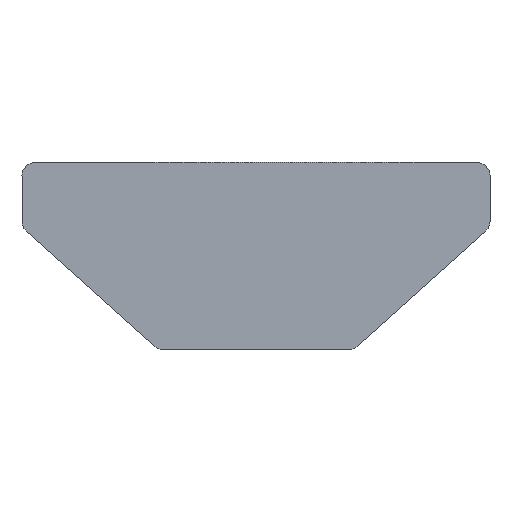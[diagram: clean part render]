
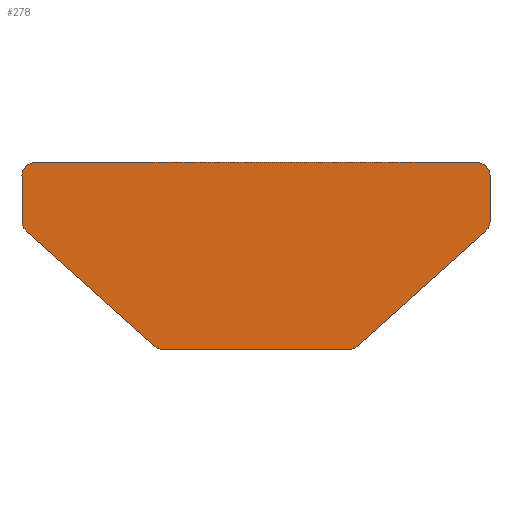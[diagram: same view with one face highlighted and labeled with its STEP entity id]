
A CAD part, front view. The second image highlights one B-rep face of the part: STEP entity #278.
In plain terms, the highlighted planar face has unit normal (0, -1, 0).
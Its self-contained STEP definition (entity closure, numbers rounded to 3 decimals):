
#23=PLANE('',#306);
#37=FACE_OUTER_BOUND('',#51,.T.);
#51=EDGE_LOOP('',(#221,#222,#223,#224,#225,#226,#227,#228,#229,#230,#231,
#232));
#55=LINE('',#398,#79);
#59=LINE('',#410,#83);
#63=LINE('',#422,#87);
#67=LINE('',#434,#91);
#71=LINE('',#446,#95);
#75=LINE('',#457,#99);
#79=VECTOR('',#320,6.632);
#83=VECTOR('',#332,1.777);
#87=VECTOR('',#344,17.);
#91=VECTOR('',#356,1.777);
#95=VECTOR('',#368,6.632);
#99=VECTOR('',#380,7.118);
#101=CIRCLE('',#283,0.5);
#103=CIRCLE('',#287,0.5);
#105=CIRCLE('',#291,0.5);
#107=CIRCLE('',#295,0.5);
#109=CIRCLE('',#299,0.5);
#111=CIRCLE('',#303,0.5);
#113=VERTEX_POINT('',#388);
#114=VERTEX_POINT('',#389);
#117=VERTEX_POINT('',#397);
#119=VERTEX_POINT('',#403);
#121=VERTEX_POINT('',#409);
#123=VERTEX_POINT('',#415);
#125=VERTEX_POINT('',#421);
#127=VERTEX_POINT('',#427);
#129=VERTEX_POINT('',#433);
#131=VERTEX_POINT('',#439);
#133=VERTEX_POINT('',#445);
#135=VERTEX_POINT('',#451);
#137=EDGE_CURVE('',#113,#114,#101,.T.);
#141=EDGE_CURVE('',#114,#117,#55,.T.);
#144=EDGE_CURVE('',#117,#119,#103,.T.);
#147=EDGE_CURVE('',#119,#121,#59,.T.);
#150=EDGE_CURVE('',#121,#123,#105,.T.);
#153=EDGE_CURVE('',#123,#125,#63,.T.);
#156=EDGE_CURVE('',#125,#127,#107,.T.);
#159=EDGE_CURVE('',#127,#129,#67,.T.);
#162=EDGE_CURVE('',#129,#131,#109,.T.);
#165=EDGE_CURVE('',#131,#133,#71,.T.);
#168=EDGE_CURVE('',#133,#135,#111,.T.);
#171=EDGE_CURVE('',#135,#113,#75,.T.);
#221=ORIENTED_EDGE('',*,*,#137,.F.);
#222=ORIENTED_EDGE('',*,*,#171,.F.);
#223=ORIENTED_EDGE('',*,*,#168,.F.);
#224=ORIENTED_EDGE('',*,*,#165,.F.);
#225=ORIENTED_EDGE('',*,*,#162,.F.);
#226=ORIENTED_EDGE('',*,*,#159,.F.);
#227=ORIENTED_EDGE('',*,*,#156,.F.);
#228=ORIENTED_EDGE('',*,*,#153,.F.);
#229=ORIENTED_EDGE('',*,*,#150,.F.);
#230=ORIENTED_EDGE('',*,*,#147,.F.);
#231=ORIENTED_EDGE('',*,*,#144,.F.);
#232=ORIENTED_EDGE('',*,*,#141,.F.);
#278=ADVANCED_FACE('',(#37),#23,.T.);
#283=AXIS2_PLACEMENT_3D('',#390,#312,#313);
#287=AXIS2_PLACEMENT_3D('',#404,#325,#326);
#291=AXIS2_PLACEMENT_3D('',#416,#337,#338);
#295=AXIS2_PLACEMENT_3D('',#428,#349,#350);
#299=AXIS2_PLACEMENT_3D('',#440,#361,#362);
#303=AXIS2_PLACEMENT_3D('',#452,#373,#374);
#306=AXIS2_PLACEMENT_3D('',#459,#382,#383);
#312=DIRECTION('center_axis',(0.,1.,0.));
#313=DIRECTION('ref_axis',(-0.667,0.,-0.745));
#320=DIRECTION('',(-0.745,0.,0.667));
#325=DIRECTION('center_axis',(0.,1.,0.));
#326=DIRECTION('ref_axis',(-1.,0.,0.));
#332=DIRECTION('',(0.,0.,1.));
#337=DIRECTION('center_axis',(0.,1.,0.));
#338=DIRECTION('ref_axis',(0.,0.,1.));
#344=DIRECTION('',(1.,0.,0.));
#349=DIRECTION('center_axis',(0.,1.,0.));
#350=DIRECTION('ref_axis',(1.,0.,0.));
#356=DIRECTION('',(0.,0.,-1.));
#361=DIRECTION('center_axis',(0.,1.,0.));
#362=DIRECTION('ref_axis',(0.667,0.,-0.745));
#368=DIRECTION('',(-0.745,0.,-0.667));
#373=DIRECTION('center_axis',(0.,1.,0.));
#374=DIRECTION('ref_axis',(0.,0.,-1.));
#380=DIRECTION('',(-1.,0.,0.));
#382=DIRECTION('center_axis',(0.,-1.,0.));
#383=DIRECTION('ref_axis',(1.,0.,0.));
#388=CARTESIAN_POINT('',(-3.559,-250.,-7.2));
#389=CARTESIAN_POINT('',(-3.892,-250.,-7.073));
#390=CARTESIAN_POINT('Origin',(-3.559,-250.,-6.7));
#397=CARTESIAN_POINT('',(-8.834,-250.,-2.649));
#398=CARTESIAN_POINT('',(-3.892,-250.,-7.073));
#403=CARTESIAN_POINT('',(-9.,-250.,-2.277));
#404=CARTESIAN_POINT('Origin',(-8.5,-250.,-2.277));
#409=CARTESIAN_POINT('',(-9.,-250.,-0.5));
#410=CARTESIAN_POINT('',(-9.,-250.,-2.277));
#415=CARTESIAN_POINT('',(-8.5,-250.,0.));
#416=CARTESIAN_POINT('Origin',(-8.5,-250.,-0.5));
#421=CARTESIAN_POINT('',(8.5,-250.,0.));
#422=CARTESIAN_POINT('',(-8.5,-250.,0.));
#427=CARTESIAN_POINT('',(9.,-250.,-0.5));
#428=CARTESIAN_POINT('Origin',(8.5,-250.,-0.5));
#433=CARTESIAN_POINT('',(9.,-250.,-2.277));
#434=CARTESIAN_POINT('',(9.,-250.,-0.5));
#439=CARTESIAN_POINT('',(8.834,-250.,-2.649));
#440=CARTESIAN_POINT('Origin',(8.5,-250.,-2.277));
#445=CARTESIAN_POINT('',(3.892,-250.,-7.073));
#446=CARTESIAN_POINT('',(8.834,-250.,-2.649));
#451=CARTESIAN_POINT('',(3.559,-250.,-7.2));
#452=CARTESIAN_POINT('Origin',(3.559,-250.,-6.7));
#457=CARTESIAN_POINT('',(3.559,-250.,-7.2));
#459=CARTESIAN_POINT('Origin',(0.,-250.,-2.91));
